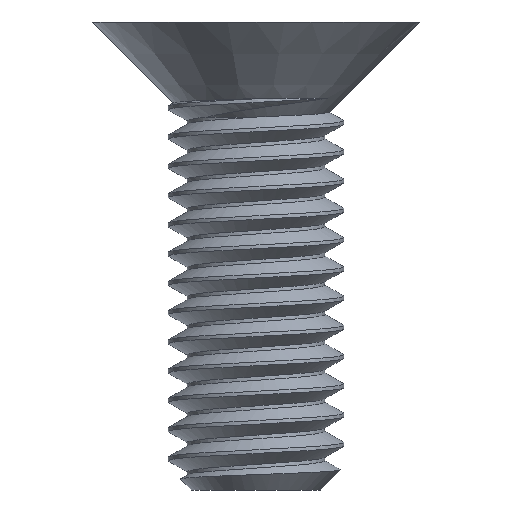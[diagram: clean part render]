
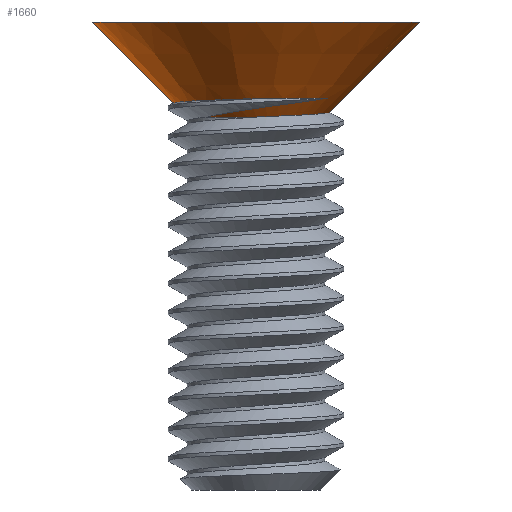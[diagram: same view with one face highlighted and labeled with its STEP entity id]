
A CAD part, left-side view. The second image highlights one B-rep face of the part: STEP entity #1660.
In plain terms, the highlighted conical face has half-angle 45 degrees and reference radius 1.5 mm.
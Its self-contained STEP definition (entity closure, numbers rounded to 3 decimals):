
#7 = CARTESIAN_POINT ( 'NONE',  ( -1.286, 0.217, 0.14 ) ) ;
#45 = VERTEX_POINT ( 'NONE', #3683 ) ;
#62 = VERTEX_POINT ( 'NONE', #1730 ) ;
#157 = CARTESIAN_POINT ( 'NONE',  ( -0.515, 1.339, 0.281 ) ) ;
#163 = EDGE_LOOP ( 'NONE', ( #236, #2942, #3133, #1449, #3226, #1316, #1706, #2908 ) ) ;
#176 = CARTESIAN_POINT ( 'NONE',  ( -1.175, -0.003, 0.025 ) ) ;
#208 = DIRECTION ( 'NONE',  ( 0., 0., 1. ) ) ;
#227 = EDGE_CURVE ( 'NONE', #1474, #62, #3594, .T. ) ;
#235 = FACE_OUTER_BOUND ( 'NONE', #163, .T. ) ;
#236 = ORIENTED_EDGE ( 'NONE', *, *, #3744, .F. ) ;
#259 = CARTESIAN_POINT ( 'NONE',  ( -1.126, -0.917, 0.3 ) ) ;
#284 = CARTESIAN_POINT ( 'NONE',  ( -1.257, -0.653, 0.263 ) ) ;
#288 = VERTEX_POINT ( 'NONE', #3669 ) ;
#293 = DIRECTION ( 'NONE',  ( 0., -1., 0. ) ) ;
#299 = CARTESIAN_POINT ( 'NONE',  ( -0.906, 0.779, 0.041 ) ) ;
#307 = CARTESIAN_POINT ( 'NONE',  ( -1.338, -0.27, 0.212 ) ) ;
#316 = CARTESIAN_POINT ( 'NONE',  ( 0., 1.413, 0.263 ) ) ;
#361 = CARTESIAN_POINT ( 'NONE',  ( -1.175, -0.003, 0.025 ) ) ;
#378 = CARTESIAN_POINT ( 'NONE',  ( 0., -1.254, 0.104 ) ) ;
#414 = CARTESIAN_POINT ( 'NONE',  ( -0.802, 1.217, 0.292 ) ) ;
#421 = B_SPLINE_CURVE_WITH_KNOTS ( 'NONE', 3,
 ( #176, #2505, #3095, #746, #3640, #1050, #1608, #1060, #3069, #3678 ),
 .UNSPECIFIED., .F., .F.,
 ( 4, 2, 2, 2, 4 ),
 ( 0., 0., 0.001, 0.001, 0.002 ),
 .UNSPECIFIED. ) ;
#522 = EDGE_CURVE ( 'NONE', #880, #288, #917, .T. ) ;
#567 = CARTESIAN_POINT ( 'NONE',  ( -1.288, -0.561, 0.252 ) ) ;
#589 = CARTESIAN_POINT ( 'NONE',  ( -1.155, 0.479, 0.097 ) ) ;
#695 = CARTESIAN_POINT ( 'NONE',  ( 0., 0., 0.35 ) ) ;
#718 = CARTESIAN_POINT ( 'NONE',  ( -1.186, 0.859, 0.311 ) ) ;
#730 = VERTEX_POINT ( 'NONE', #2470 ) ;
#746 = CARTESIAN_POINT ( 'NONE',  ( -1.043, -0.62, 0.052 ) ) ;
#766 = VERTEX_POINT ( 'NONE', #3501 ) ;
#789 = CIRCLE ( 'NONE', #3119, 2.8 ) ;
#867 = CARTESIAN_POINT ( 'NONE',  ( 0., 0., 0.35 ) ) ;
#872 = CARTESIAN_POINT ( 'NONE',  ( -0.977, 0.712, 0.056 ) ) ;
#880 = VERTEX_POINT ( 'NONE', #378 ) ;
#910 = EDGE_CURVE ( 'NONE', #3046, #730, #1615, .T. ) ;
#917 = LINE ( 'NONE', #1854, #1812 ) ;
#979 = EDGE_CURVE ( 'NONE', #45, #730, #1013, .T. ) ;
#999 = CARTESIAN_POINT ( 'NONE',  ( -0.105, 1.416, 0.266 ) ) ;
#1013 = CIRCLE ( 'NONE', #1669, 1.5 ) ;
#1050 = CARTESIAN_POINT ( 'NONE',  ( -0.738, -0.987, 0.072 ) ) ;
#1060 = CARTESIAN_POINT ( 'NONE',  ( -0.317, -1.211, 0.092 ) ) ;
#1120 = EDGE_CURVE ( 'NONE', #62, #880, #421, .T. ) ;
#1247 = CARTESIAN_POINT ( 'NONE',  ( -1.487, 0.195, 0.335 ) ) ;
#1316 = ORIENTED_EDGE ( 'NONE', *, *, #1120, .T. ) ;
#1423 = LINE ( 'NONE', #2026, #3192 ) ;
#1449 = ORIENTED_EDGE ( 'NONE', *, *, #2789, .T. ) ;
#1474 = VERTEX_POINT ( 'NONE', #1507 ) ;
#1480 = CARTESIAN_POINT ( 'NONE',  ( 0., 1.413, 0.263 ) ) ;
#1507 = CARTESIAN_POINT ( 'NONE',  ( -0.826, 0.836, 0.025 ) ) ;
#1528 = CARTESIAN_POINT ( 'NONE',  ( -0.937, 0.726, 0.025 ) ) ;
#1542 = CARTESIAN_POINT ( 'NONE',  ( -0.414, 1.37, 0.277 ) ) ;
#1557 = CARTESIAN_POINT ( 'NONE',  ( -1.144, 0.309, 0.025 ) ) ;
#1558 = CARTESIAN_POINT ( 'NONE',  ( -1.507, -0.016, 0.343 ) ) ;
#1608 = CARTESIAN_POINT ( 'NONE',  ( -0.605, -1.081, 0.079 ) ) ;
#1615 = B_SPLINE_CURVE_WITH_KNOTS ( 'NONE', 3,
 ( #1480, #999, #3317, #1542, #157, #414, #1851, #718, #2680, #2418, #2719, #1247, #1558, #2703 ),
 .UNSPECIFIED., .F., .F.,
 ( 4, 2, 2, 2, 2, 2, 4 ),
 ( 0.006, 0.006, 0.007, 0.007, 0.008, 0.008, 0.009 ),
 .UNSPECIFIED. ) ;
#1637 = DIRECTION ( 'NONE',  ( 0., -1., 0. ) ) ;
#1660 = ADVANCED_FACE ( 'NONE', ( #235 ), #3676, .T. ) ;
#1669 = AXIS2_PLACEMENT_3D ( 'NONE', #695, #2122, #2133 ) ;
#1690 = CARTESIAN_POINT ( 'NONE',  ( 0., 0., 1.65 ) ) ;
#1706 = ORIENTED_EDGE ( 'NONE', *, *, #522, .T. ) ;
#1719 = CARTESIAN_POINT ( 'NONE',  ( -1.176, -0.831, 0.287 ) ) ;
#1730 = CARTESIAN_POINT ( 'NONE',  ( -1.175, -0.003, 0.025 ) ) ;
#1804 = CARTESIAN_POINT ( 'NONE',  ( -1.025, 0.596, 0.025 ) ) ;
#1812 = VECTOR ( 'NONE', #3643, 1000. ) ;
#1851 = CARTESIAN_POINT ( 'NONE',  ( -0.977, 1.092, 0.3 ) ) ;
#1854 = CARTESIAN_POINT ( 'NONE',  ( 0., -1.5, 0.35 ) ) ;
#2019 = CARTESIAN_POINT ( 'NONE',  ( -1.329, -0.37, 0.226 ) ) ;
#2026 = CARTESIAN_POINT ( 'NONE',  ( 0., 1.5, 0.35 ) ) ;
#2122 = DIRECTION ( 'NONE',  ( 0., 0., -1. ) ) ;
#2133 = DIRECTION ( 'NONE',  ( 0., 1., 0. ) ) ;
#2169 = AXIS2_PLACEMENT_3D ( 'NONE', #867, #3715, #293 ) ;
#2190 = B_SPLINE_CURVE_WITH_KNOTS ( 'NONE', 3,
 ( #3670, #2213, #2229, #259, #1719, #284, #567, #2019, #307, #3439, #7, #589, #2311, #872, #299, #2577 ),
 .UNSPECIFIED., .F., .F.,
 ( 4, 2, 2, 2, 2, 2, 2, 4 ),
 ( 0., 0., 0.001, 0.001, 0.001, 0.002, 0.002, 0.002 ),
 .UNSPECIFIED. ) ;
#2213 = CARTESIAN_POINT ( 'NONE',  ( -0.948, -1.15, 0.337 ) ) ;
#2229 = CARTESIAN_POINT ( 'NONE',  ( -1.013, -1.076, 0.325 ) ) ;
#2311 = CARTESIAN_POINT ( 'NONE',  ( -1.101, 0.563, 0.083 ) ) ;
#2418 = CARTESIAN_POINT ( 'NONE',  ( -1.351, 0.592, 0.321 ) ) ;
#2470 = CARTESIAN_POINT ( 'NONE',  ( -1.483, -0.225, 0.35 ) ) ;
#2505 = CARTESIAN_POINT ( 'NONE',  ( -1.182, -0.164, 0.032 ) ) ;
#2577 = CARTESIAN_POINT ( 'NONE',  ( -0.826, 0.836, 0.025 ) ) ;
#2679 = CARTESIAN_POINT ( 'NONE',  ( -0.826, 0.836, 0.025 ) ) ;
#2680 = CARTESIAN_POINT ( 'NONE',  ( -1.248, 0.773, 0.314 ) ) ;
#2703 = CARTESIAN_POINT ( 'NONE',  ( -1.483, -0.225, 0.35 ) ) ;
#2719 = CARTESIAN_POINT ( 'NONE',  ( -1.393, 0.495, 0.324 ) ) ;
#2784 = EDGE_CURVE ( 'NONE', #766, #288, #789, .T. ) ;
#2789 = EDGE_CURVE ( 'NONE', #45, #1474, #2190, .T. ) ;
#2867 = DIRECTION ( 'NONE',  ( 0., 0.707, 0.707 ) ) ;
#2908 = ORIENTED_EDGE ( 'NONE', *, *, #2784, .F. ) ;
#2942 = ORIENTED_EDGE ( 'NONE', *, *, #910, .T. ) ;
#3046 = VERTEX_POINT ( 'NONE', #316 ) ;
#3069 = CARTESIAN_POINT ( 'NONE',  ( -0.158, -1.249, 0.099 ) ) ;
#3095 = CARTESIAN_POINT ( 'NONE',  ( -1.156, -0.323, 0.039 ) ) ;
#3119 = AXIS2_PLACEMENT_3D ( 'NONE', #1690, #208, #1637 ) ;
#3133 = ORIENTED_EDGE ( 'NONE', *, *, #979, .F. ) ;
#3192 = VECTOR ( 'NONE', #2867, 1000. ) ;
#3226 = ORIENTED_EDGE ( 'NONE', *, *, #227, .T. ) ;
#3250 = CARTESIAN_POINT ( 'NONE',  ( -1.176, 0.153, 0.025 ) ) ;
#3317 = CARTESIAN_POINT ( 'NONE',  ( -0.208, 1.408, 0.27 ) ) ;
#3439 = CARTESIAN_POINT ( 'NONE',  ( -1.334, 0.021, 0.17 ) ) ;
#3501 = CARTESIAN_POINT ( 'NONE',  ( 0., 2.8, 1.65 ) ) ;
#3594 = B_SPLINE_CURVE_WITH_KNOTS ( 'NONE', 3,
 ( #2679, #1528, #1804, #1557, #3250, #361 ),
 .UNSPECIFIED., .F., .F.,
 ( 4, 2, 4 ),
 ( 0., 0., 0.001 ),
 .UNSPECIFIED. ) ;
#3640 = CARTESIAN_POINT ( 'NONE',  ( -0.955, -0.757, 0.058 ) ) ;
#3643 = DIRECTION ( 'NONE',  ( 0., -0.707, 0.707 ) ) ;
#3669 = CARTESIAN_POINT ( 'NONE',  ( 0., -2.8, 1.65 ) ) ;
#3670 = CARTESIAN_POINT ( 'NONE',  ( -0.876, -1.218, 0.35 ) ) ;
#3676 = CONICAL_SURFACE ( 'NONE', #2169, 1.5, 0.785 ) ;
#3678 = CARTESIAN_POINT ( 'NONE',  ( 0., -1.254, 0.104 ) ) ;
#3683 = CARTESIAN_POINT ( 'NONE',  ( -0.876, -1.218, 0.35 ) ) ;
#3715 = DIRECTION ( 'NONE',  ( 0., 0., 1. ) ) ;
#3744 = EDGE_CURVE ( 'NONE', #3046, #766, #1423, .T. ) ;
